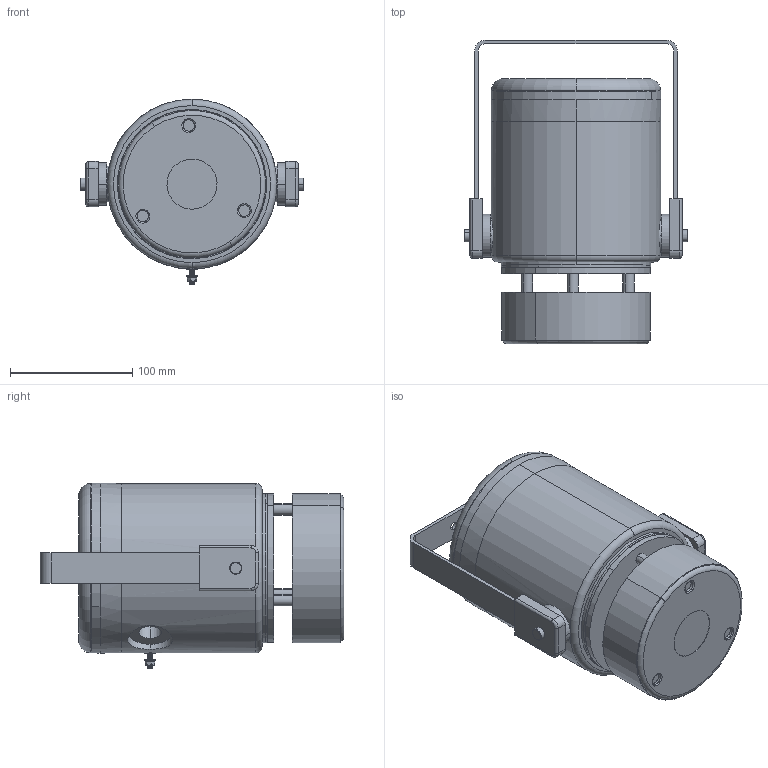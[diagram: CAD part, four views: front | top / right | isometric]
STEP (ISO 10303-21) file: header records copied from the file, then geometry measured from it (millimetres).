
FILE_DESCRIPTION (( 'STEP AP214' ), '1' );
FILE_NAME ('D157-05-151-3D_Issue_1.STEP', '2022-01-19T14:25:07', ( '' ), ( '' ), 'SwSTEP 2.0', 'SolidWorks 2021', '' );
FILE_SCHEMA (( 'AUTOMOTIVE_DESIGN' ));
Length unit declared in the file: millimetre
Products named in the file (3): D157-05 body; D157-05-151-3D_Issue_1; RADIAL HORN
Assembly tree (2 placements, depth 2):
  D157-05-151-3D_Issue_1
    D157-05 body
    RADIAL HORN
Bounding box: 182.7 x 248.43 x 151.9 mm (x, y, z)
Volume: 2909572.5 mm3; surface area: 199138 mm2
Topology: 2 solids, 10 shells, 286 faces, 653 edges, 415 vertices
Faces by surface type: cylinder 120, plane 83, cone 43, torus 28, bspline 12
Entity records: 44889 total; most frequent: CARTESIAN_POINT 36464, DIRECTION 1366, ORIENTED_EDGE 1306, EDGE_CURVE 653, AXIS2_PLACEMENT_3D 568, VERTEX_POINT 415, EDGE_LOOP 328, CIRCLE 289
